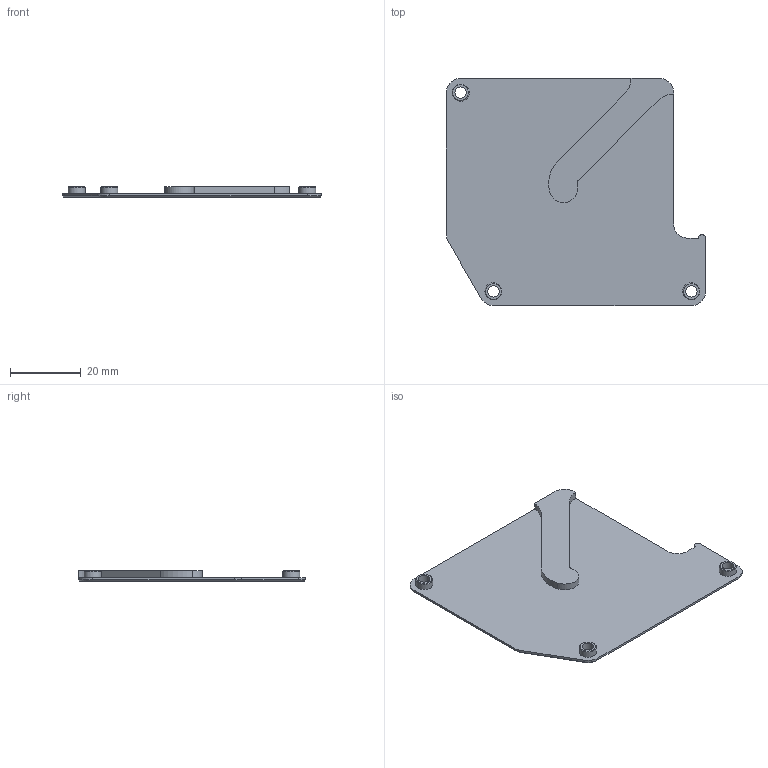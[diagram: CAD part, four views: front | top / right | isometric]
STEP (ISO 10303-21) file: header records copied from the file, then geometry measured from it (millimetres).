
FILE_DESCRIPTION(('FreeCAD Model'),'2;1');
FILE_NAME('SidePanelRight.step','2020-09-26T11:28:01',('Author'),(''), 'Open CASCADE STEP processor 7.3','FreeCAD','Unknown');
FILE_SCHEMA(('AUTOMOTIVE_DESIGN { 1 0 10303 214 1 1 1 1 }'));
Length unit declared in the file: millimetre
Products named in the file (1): SidePanelRight
Bounding box: 73 x 64 x 3 mm (x, y, z)
Volume: 4900.1 mm3; surface area: 8846.8 mm2
Topology: 1 solids, 1 shells, 56 faces, 129 edges, 78 vertices
Faces by surface type: plane 24, cylinder 19, cone 13
Full cylindrical faces by diameter (mm): 3.2 x3, 4.8 x3
Entity records: 1613 total; most frequent: DIRECTION 292, CARTESIAN_POINT 275, ORIENTED_EDGE 258, EDGE_CURVE 129, AXIS2_PLACEMENT_3D 107, VERTEX_POINT 78, LINE 78, VECTOR 78
